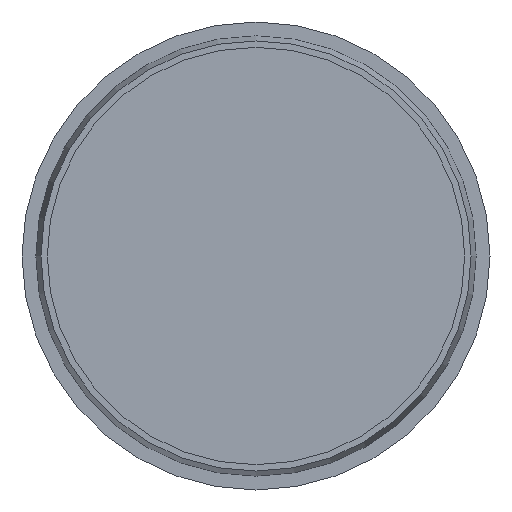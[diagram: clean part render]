
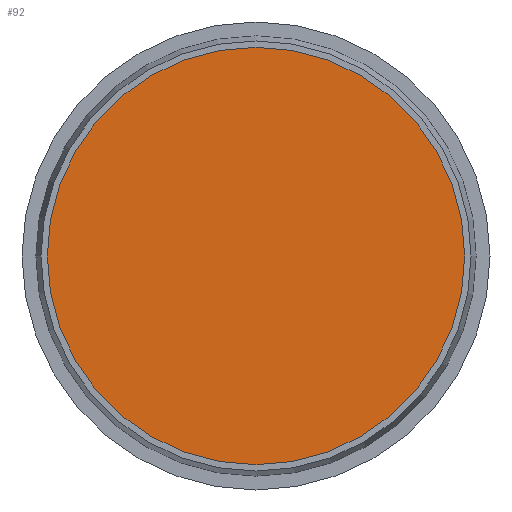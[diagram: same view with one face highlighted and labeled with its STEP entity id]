
A CAD part, front view. The second image highlights one B-rep face of the part: STEP entity #92.
In plain terms, the highlighted planar face has unit normal (0, -1, 0).
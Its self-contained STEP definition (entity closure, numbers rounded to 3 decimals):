
#18=PLANE('',#109);
#32=FACE_OUTER_BOUND('',#46,.T.);
#46=EDGE_LOOP('',(#81));
#54=CIRCLE('',#108,43.7);
#61=VERTEX_POINT('',#162);
#68=EDGE_CURVE('',#61,#61,#54,.T.);
#81=ORIENTED_EDGE('',*,*,#68,.T.);
#92=ADVANCED_FACE('',(#32),#18,.T.);
#108=AXIS2_PLACEMENT_3D('',#163,#137,#138);
#109=AXIS2_PLACEMENT_3D('',#164,#139,#140);
#137=DIRECTION('center_axis',(0.,-1.,0.));
#138=DIRECTION('ref_axis',(1.,0.,0.));
#139=DIRECTION('center_axis',(0.,-1.,0.));
#140=DIRECTION('ref_axis',(0.,0.,-1.));
#162=CARTESIAN_POINT('',(43.7,7.825,0.));
#163=CARTESIAN_POINT('Origin',(0.,7.825,0.));
#164=CARTESIAN_POINT('Origin',(0.,7.825,0.));
